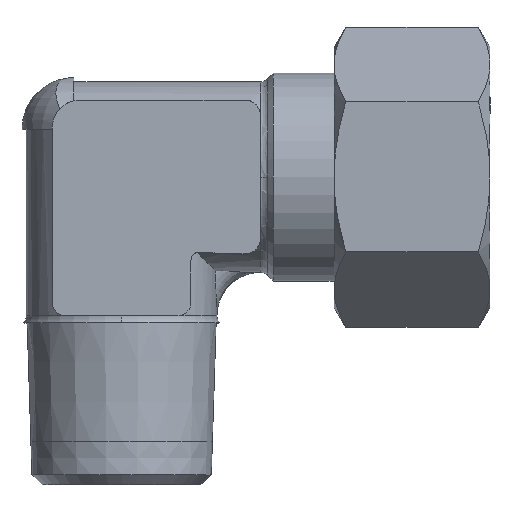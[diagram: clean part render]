
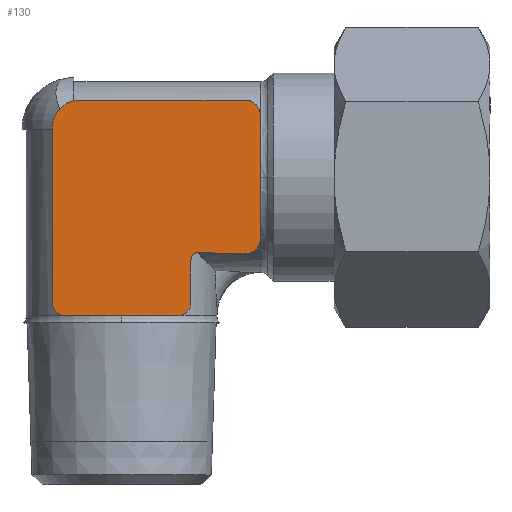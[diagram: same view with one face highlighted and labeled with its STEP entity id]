
A CAD part, top view. The second image highlights one B-rep face of the part: STEP entity #130.
In plain terms, the highlighted planar face has unit normal (0, 0, 1).
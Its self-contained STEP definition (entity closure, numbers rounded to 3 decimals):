
#130=ADVANCED_FACE('',(#325),#326,.T.);
#325=FACE_OUTER_BOUND('',#548,.T.);
#326=PLANE('',#549);
#548=EDGE_LOOP('',(#1259,#1260,#1261,#1262,#1263,#1264,#1265,#1266,#1267,#1268,#1269,#1270,#1271,#1272,#1273,#1274));
#549=AXIS2_PLACEMENT_3D('',#1275,#1276,#1277);
#1259=ORIENTED_EDGE('',*,*,#1707,.F.);
#1260=ORIENTED_EDGE('',*,*,#1721,.F.);
#1261=ORIENTED_EDGE('',*,*,#1719,.F.);
#1262=ORIENTED_EDGE('',*,*,#1717,.F.);
#1263=ORIENTED_EDGE('',*,*,#1520,.F.);
#1264=ORIENTED_EDGE('',*,*,#1716,.F.);
#1265=ORIENTED_EDGE('',*,*,#1714,.F.);
#1266=ORIENTED_EDGE('',*,*,#1712,.F.);
#1267=ORIENTED_EDGE('',*,*,#1710,.F.);
#1268=ORIENTED_EDGE('',*,*,#1526,.F.);
#1269=ORIENTED_EDGE('',*,*,#1709,.F.);
#1270=ORIENTED_EDGE('',*,*,#1686,.F.);
#1271=ORIENTED_EDGE('',*,*,#1538,.F.);
#1272=ORIENTED_EDGE('',*,*,#1679,.F.);
#1273=ORIENTED_EDGE('',*,*,#1545,.F.);
#1274=ORIENTED_EDGE('',*,*,#1674,.F.);
#1275=CARTESIAN_POINT('',(3.429,32.494,11.5));
#1276=DIRECTION('',(0.0,0.0,1.0));
#1277=DIRECTION('',(1.0,0.0,0.0));
#1520=EDGE_CURVE('',#1837,#1840,#1841,.T.);
#1526=EDGE_CURVE('',#1849,#1845,#1851,.T.);
#1538=EDGE_CURVE('',#1871,#1868,#1873,.T.);
#1545=EDGE_CURVE('',#1885,#1887,#1888,.T.);
#1674=EDGE_CURVE('',#2092,#1885,#2094,.T.);
#1679=EDGE_CURVE('',#1887,#1871,#2100,.T.);
#1686=EDGE_CURVE('',#1868,#2111,#2112,.T.);
#1707=EDGE_CURVE('',#2141,#2092,#2143,.T.);
#1709=EDGE_CURVE('',#2111,#1849,#2145,.T.);
#1710=EDGE_CURVE('',#1845,#2146,#2147,.T.);
#1712=EDGE_CURVE('',#2146,#2149,#2150,.T.);
#1714=EDGE_CURVE('',#2149,#2152,#2153,.T.);
#1716=EDGE_CURVE('',#2152,#1837,#2155,.T.);
#1717=EDGE_CURVE('',#1840,#2156,#2157,.T.);
#1719=EDGE_CURVE('',#2156,#2159,#2160,.T.);
#1721=EDGE_CURVE('',#2159,#2141,#2162,.T.);
#1837=VERTEX_POINT('',#2393);
#1840=VERTEX_POINT('',#2397);
#1841=CIRCLE('',#2398,0.958);
#1845=VERTEX_POINT('',#2416);
#1849=VERTEX_POINT('',#2436);
#1851=CIRCLE('',#2439,1.773);
#1868=VERTEX_POINT('',#2488);
#1871=VERTEX_POINT('',#2495);
#1873=CIRCLE('',#2498,1.773);
#1885=VERTEX_POINT('',#2528);
#1887=VERTEX_POINT('',#2531);
#1888=CIRCLE('',#2532,3.233);
#2092=VERTEX_POINT('',#3340);
#2094=LINE('',#3343,#3344);
#2100=LINE('',#3353,#3354);
#2111=VERTEX_POINT('',#3384);
#2112=CIRCLE('',#3385,1.773);
#2141=VERTEX_POINT('',#3470);
#2143=CIRCLE('',#3473,1.5);
#2145=LINE('',#3475,#3476);
#2146=VERTEX_POINT('',#3477);
#2147=CIRCLE('',#3478,1.773);
#2149=VERTEX_POINT('',#3481);
#2150=LINE('',#3482,#3483);
#2152=VERTEX_POINT('',#3486);
#2153=LINE('',#3487,#3488);
#2155=CIRCLE('',#3491,0.958);
#2156=VERTEX_POINT('',#3492);
#2157=LINE('',#3493,#3494);
#2159=VERTEX_POINT('',#3497);
#2160=CIRCLE('',#3498,1.5);
#2162=LINE('',#3501,#3502);
#2393=CARTESIAN_POINT('',(7.999,25.864,11.5));
#2397=CARTESIAN_POINT('',(7.999,25.835,11.5));
#2398=AXIS2_PLACEMENT_3D('',#3644,#3645,#3646);
#2416=CARTESIAN_POINT('',(16.003,28.369,11.5));
#2436=CARTESIAN_POINT('',(15.999,28.49,11.5));
#2439=AXIS2_PLACEMENT_3D('',#3650,#3651,#3652);
#2488=CARTESIAN_POINT('',(16.003,42.631,11.5));
#2495=CARTESIAN_POINT('',(14.499,44.384,11.5));
#2498=AXIS2_PLACEMENT_3D('',#3665,#3666,#3667);
#2528=CARTESIAN_POINT('',(-8.001,41.155,11.5));
#2531=CARTESIAN_POINT('',(-5.001,44.384,11.5));
#2532=AXIS2_PLACEMENT_3D('',#3674,#3675,#3676);
#3340=CARTESIAN_POINT('',(-8.001,21.,11.5));
#3343=CARTESIAN_POINT('',(-8.001,21.,11.5));
#3344=VECTOR('',#3851,1.0);
#3353=CARTESIAN_POINT('',(-5.001,44.384,11.5));
#3354=VECTOR('',#3858,1.0);
#3384=CARTESIAN_POINT('',(15.999,42.51,11.5));
#3385=AXIS2_PLACEMENT_3D('',#3865,#3866,#3867);
#3470=CARTESIAN_POINT('',(-6.501,19.5,11.5));
#3473=AXIS2_PLACEMENT_3D('',#3894,#3895,#3896);
#3475=CARTESIAN_POINT('',(15.999,28.49,11.5));
#3476=VECTOR('',#3900,1.0);
#3477=CARTESIAN_POINT('',(14.499,26.616,11.5));
#3478=AXIS2_PLACEMENT_3D('',#3901,#3902,#3903);
#3481=CARTESIAN_POINT('',(12.921,26.616,11.5));
#3482=CARTESIAN_POINT('',(12.921,26.616,11.5));
#3483=VECTOR('',#3905,1.0);
#3486=CARTESIAN_POINT('',(8.999,26.821,11.5));
#3487=CARTESIAN_POINT('',(8.999,26.821,11.5));
#3488=VECTOR('',#3907,1.0);
#3491=AXIS2_PLACEMENT_3D('',#3909,#3910,#3911);
#3492=CARTESIAN_POINT('',(7.999,21.,11.5));
#3493=CARTESIAN_POINT('',(7.999,25.835,11.5));
#3494=VECTOR('',#3912,1.0);
#3497=CARTESIAN_POINT('',(6.499,19.5,11.5));
#3498=AXIS2_PLACEMENT_3D('',#3914,#3915,#3916);
#3501=CARTESIAN_POINT('',(-6.501,19.5,11.5));
#3502=VECTOR('',#3918,1.0);
#3644=CARTESIAN_POINT('',(8.956,25.864,11.5));
#3645=DIRECTION('',(0.0,0.0,1.0));
#3646=DIRECTION('',(1.0,0.0,0.0));
#3650=CARTESIAN_POINT('',(14.23,28.369,11.5));
#3651=DIRECTION('',(0.0,0.0,-1.0));
#3652=DIRECTION('',(1.0,0.0,0.0));
#3665=CARTESIAN_POINT('',(14.23,42.631,11.5));
#3666=DIRECTION('',(0.0,0.0,-1.0));
#3667=DIRECTION('',(1.0,0.0,0.0));
#3674=CARTESIAN_POINT('',(-4.768,41.159,11.5));
#3675=DIRECTION('',(0.0,0.0,-1.0));
#3676=DIRECTION('',(1.0,0.0,0.0));
#3851=DIRECTION('',(0.0,1.0,0.0));
#3858=DIRECTION('',(1.0,0.0,0.0));
#3865=CARTESIAN_POINT('',(14.23,42.631,11.5));
#3866=DIRECTION('',(0.0,0.0,-1.0));
#3867=DIRECTION('',(1.0,0.0,0.0));
#3894=CARTESIAN_POINT('',(-6.501,21.,11.5));
#3895=DIRECTION('',(0.0,0.0,-1.0));
#3896=DIRECTION('',(1.0,0.0,0.0));
#3900=DIRECTION('',(0.,-1.0,-0.0));
#3901=CARTESIAN_POINT('',(14.23,28.369,11.5));
#3902=DIRECTION('',(0.0,0.0,-1.0));
#3903=DIRECTION('',(1.0,0.0,0.0));
#3905=DIRECTION('',(-1.0,-0.0,-0.0));
#3907=DIRECTION('',(-0.999,0.052,0.0));
#3909=CARTESIAN_POINT('',(8.956,25.864,11.5));
#3910=DIRECTION('',(0.0,0.0,1.0));
#3911=DIRECTION('',(1.0,0.0,0.0));
#3912=DIRECTION('',(0.0,-1.0,0.0));
#3914=CARTESIAN_POINT('',(6.499,21.,11.5));
#3915=DIRECTION('',(0.0,0.0,-1.0));
#3916=DIRECTION('',(1.0,0.0,0.0));
#3918=DIRECTION('',(-1.0,-0.0,-0.0));
